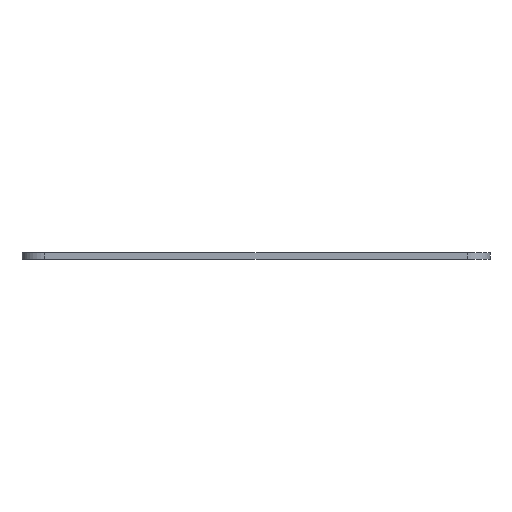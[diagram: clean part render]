
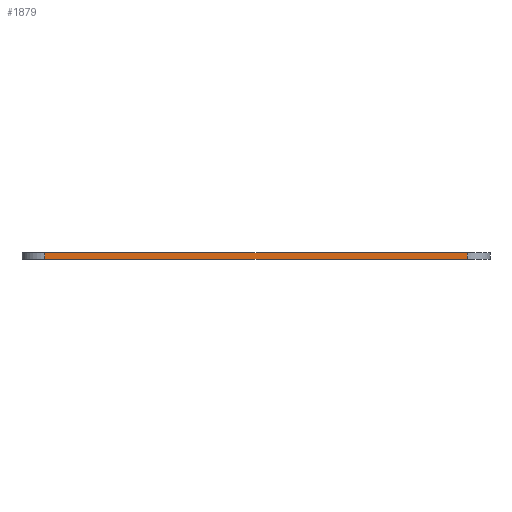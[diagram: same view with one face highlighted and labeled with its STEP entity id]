
A CAD part, left-side view. The second image highlights one B-rep face of the part: STEP entity #1879.
In plain terms, the highlighted planar face has unit normal (-1, 0, 0).
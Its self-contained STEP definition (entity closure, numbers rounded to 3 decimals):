
#91=PLANE('',#2074);
#183=FACE_OUTER_BOUND('',#288,.T.);
#288=EDGE_LOOP('',(#1651,#1652,#1653,#1654));
#306=LINE('',#2642,#488);
#353=LINE('',#2821,#535);
#359=LINE('',#2837,#541);
#484=LINE('',#3167,#666);
#488=VECTOR('',#2094,10.);
#535=VECTOR('',#2231,10.);
#541=VECTOR('',#2247,10.);
#666=VECTOR('',#2620,10.);
#760=VERTEX_POINT('',#2639);
#761=VERTEX_POINT('',#2641);
#848=VERTEX_POINT('',#2819);
#852=VERTEX_POINT('',#2833);
#941=EDGE_CURVE('',#761,#760,#306,.T.);
#1031=EDGE_CURVE('',#848,#760,#353,.T.);
#1039=EDGE_CURVE('',#761,#852,#359,.T.);
#1204=EDGE_CURVE('',#852,#848,#484,.T.);
#1651=ORIENTED_EDGE('',*,*,#1031,.F.);
#1652=ORIENTED_EDGE('',*,*,#1204,.F.);
#1653=ORIENTED_EDGE('',*,*,#1039,.F.);
#1654=ORIENTED_EDGE('',*,*,#941,.T.);
#1879=ADVANCED_FACE('',(#183),#91,.T.);
#2074=AXIS2_PLACEMENT_3D('',#3166,#2618,#2619);
#2094=DIRECTION('',(0.,-1.,0.));
#2231=DIRECTION('',(0.,0.,-1.));
#2247=DIRECTION('',(0.,0.,1.));
#2618=DIRECTION('center_axis',(-1.,0.,0.));
#2619=DIRECTION('ref_axis',(0.,-1.,0.));
#2620=DIRECTION('',(0.,-1.,0.));
#2639=CARTESIAN_POINT('',(-42.5,-46.,10.5));
#2641=CARTESIAN_POINT('',(-42.5,46.,10.5));
#2642=CARTESIAN_POINT('',(-42.5,51.,10.5));
#2819=CARTESIAN_POINT('',(-42.5,-46.,12.));
#2821=CARTESIAN_POINT('',(-42.5,-46.,10.5));
#2833=CARTESIAN_POINT('',(-42.5,46.,12.));
#2837=CARTESIAN_POINT('',(-42.5,46.,10.5));
#3166=CARTESIAN_POINT('Origin',(-42.5,51.,10.5));
#3167=CARTESIAN_POINT('',(-42.5,51.,12.));
